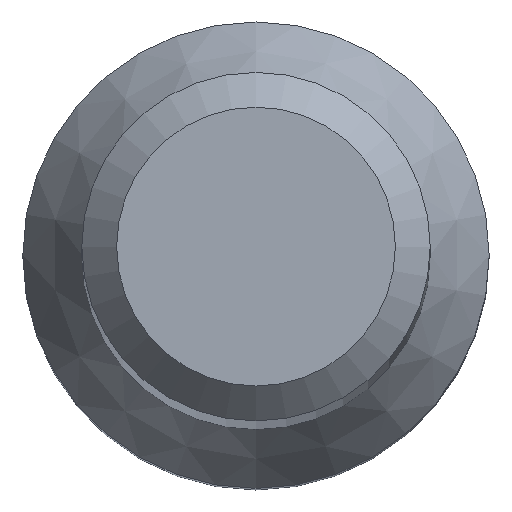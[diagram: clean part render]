
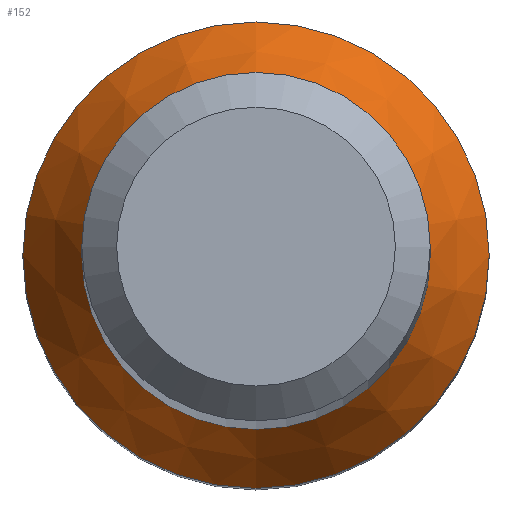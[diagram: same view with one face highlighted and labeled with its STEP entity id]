
A CAD part, top view. The second image highlights one B-rep face of the part: STEP entity #152.
In plain terms, the highlighted conical face has half-angle 30 degrees and reference radius 4.015 mm.
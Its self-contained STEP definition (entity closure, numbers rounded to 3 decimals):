
#1 = DIRECTION ( 'NONE',  ( 0., 1., 0. ) ) ;
#13 = VERTEX_POINT ( 'NONE', #85 ) ;
#33 = DIRECTION ( 'NONE',  ( 0., 1., 0. ) ) ;
#48 = FACE_BOUND ( 'NONE', #92, .T. ) ;
#67 = CARTESIAN_POINT ( 'NONE',  ( 0., 0., 16.234 ) ) ;
#83 = AXIS2_PLACEMENT_3D ( 'NONE', #197, #202, #33 ) ;
#85 = CARTESIAN_POINT ( 'NONE',  ( 0., 3., 17.992 ) ) ;
#92 = EDGE_LOOP ( 'NONE', ( #228 ) ) ;
#93 = EDGE_CURVE ( 'NONE', #13, #13, #143, .T. ) ;
#97 = CONICAL_SURFACE ( 'NONE', #188, 4.015, 0.524 ) ;
#114 = EDGE_LOOP ( 'NONE', ( #175 ) ) ;
#123 = FACE_OUTER_BOUND ( 'NONE', #114, .T. ) ;
#141 = CARTESIAN_POINT ( 'NONE',  ( 0., 4.015, 16.234 ) ) ;
#143 = CIRCLE ( 'NONE', #183, 3. ) ;
#144 = CARTESIAN_POINT ( 'NONE',  ( 0., 0., 17.992 ) ) ;
#148 = DIRECTION ( 'NONE',  ( 0., 0., -1. ) ) ;
#152 = ADVANCED_FACE ( 'NONE', ( #48, #123 ), #97, .T. ) ;
#162 = VERTEX_POINT ( 'NONE', #141 ) ;
#163 = DIRECTION ( 'NONE',  ( 0., 0., -1. ) ) ;
#175 = ORIENTED_EDGE ( 'NONE', *, *, #194, .F. ) ;
#180 = DIRECTION ( 'NONE',  ( 0., 1., 0. ) ) ;
#183 = AXIS2_PLACEMENT_3D ( 'NONE', #144, #163, #1 ) ;
#188 = AXIS2_PLACEMENT_3D ( 'NONE', #67, #148, #180 ) ;
#194 = EDGE_CURVE ( 'NONE', #162, #162, #243, .T. ) ;
#197 = CARTESIAN_POINT ( 'NONE',  ( 0., 0., 16.234 ) ) ;
#202 = DIRECTION ( 'NONE',  ( 0., 0., -1. ) ) ;
#228 = ORIENTED_EDGE ( 'NONE', *, *, #93, .T. ) ;
#243 = CIRCLE ( 'NONE', #83, 4.015 ) ;
